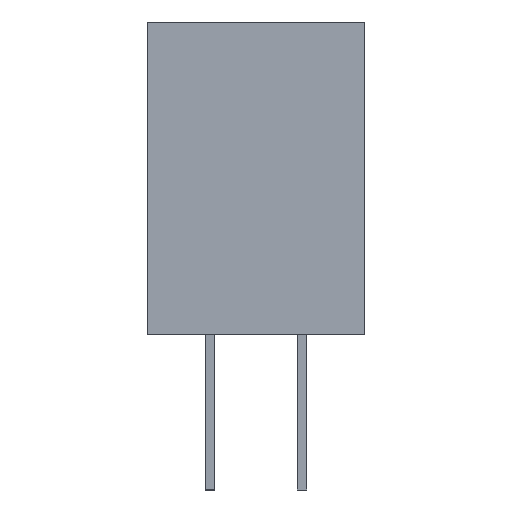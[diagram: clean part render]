
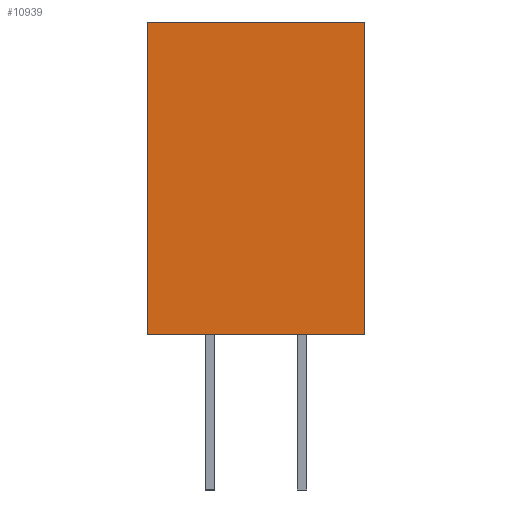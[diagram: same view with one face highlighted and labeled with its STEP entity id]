
A CAD part, left-side view. The second image highlights one B-rep face of the part: STEP entity #10939.
In plain terms, the highlighted planar face has unit normal (-1, 0, 0).
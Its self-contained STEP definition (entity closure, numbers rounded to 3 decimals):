
#144=FACE_OUTER_BOUND('',#754,.T.);
#754=EDGE_LOOP('',(#6853,#6854,#6855,#6856));
#1483=LINE('',#14891,#2947);
#1485=LINE('',#14895,#2949);
#1486=LINE('',#14897,#2950);
#1487=LINE('',#14898,#2951);
#2947=VECTOR('',#12196,10.);
#2949=VECTOR('',#12200,10.);
#2950=VECTOR('',#12201,10.);
#2951=VECTOR('',#12202,10.);
#4411=VERTEX_POINT('',#14888);
#4412=VERTEX_POINT('',#14890);
#4413=VERTEX_POINT('',#14894);
#4414=VERTEX_POINT('',#14896);
#5387=EDGE_CURVE('',#4411,#4412,#1483,.F.);
#5389=EDGE_CURVE('',#4413,#4411,#1485,.T.);
#5390=EDGE_CURVE('',#4413,#4414,#1486,.T.);
#5391=EDGE_CURVE('',#4412,#4414,#1487,.T.);
#6853=ORIENTED_EDGE('',*,*,#5389,.F.);
#6854=ORIENTED_EDGE('',*,*,#5390,.T.);
#6855=ORIENTED_EDGE('',*,*,#5391,.F.);
#6856=ORIENTED_EDGE('',*,*,#5387,.F.);
#9778=PLANE('',#11576);
#10939=ADVANCED_FACE('',(#144),#9778,.T.);
#11576=AXIS2_PLACEMENT_3D('',#14893,#12198,#12199);
#12196=DIRECTION('',(0.,0.,-1.));
#12198=DIRECTION('center_axis',(-1.,0.,0.));
#12199=DIRECTION('ref_axis',(0.,-1.,0.));
#12200=DIRECTION('',(0.,1.,0.));
#12201=DIRECTION('',(0.,0.,1.));
#12202=DIRECTION('',(0.,-1.,0.));
#14888=CARTESIAN_POINT('',(-0.826,0.865,0.));
#14890=CARTESIAN_POINT('',(-0.826,0.865,4.3));
#14891=CARTESIAN_POINT('',(-0.826,0.865,3.048));
#14893=CARTESIAN_POINT('Origin',(-0.826,-0.318,
1.905));
#14894=CARTESIAN_POINT('',(-0.826,-2.135,0.));
#14895=CARTESIAN_POINT('',(-0.826,-0.476,0.));
#14896=CARTESIAN_POINT('',(-0.826,-2.135,4.3));
#14897=CARTESIAN_POINT('',(-0.826,-2.135,3.048));
#14898=CARTESIAN_POINT('',(-0.826,-0.476,4.3));
